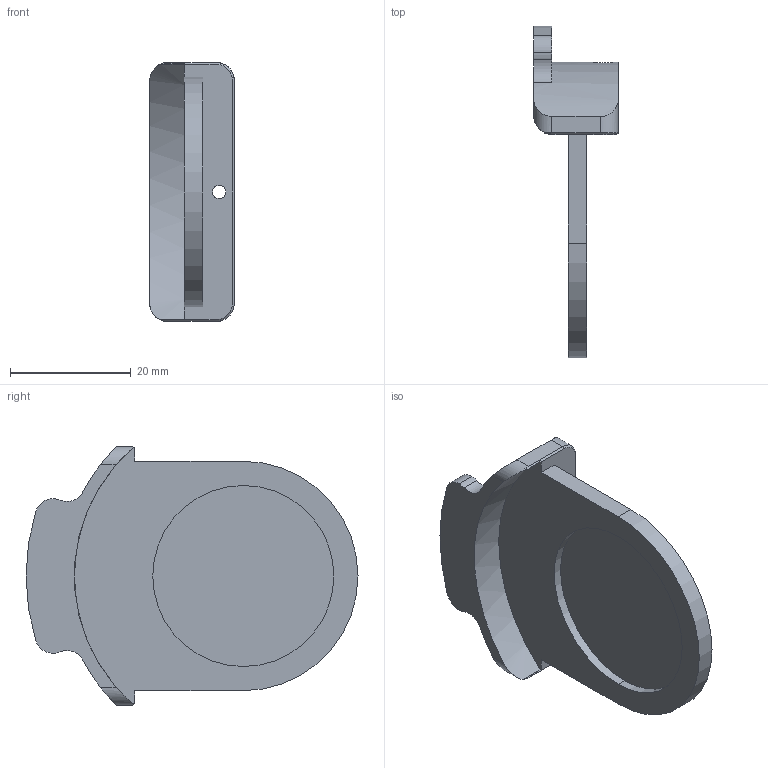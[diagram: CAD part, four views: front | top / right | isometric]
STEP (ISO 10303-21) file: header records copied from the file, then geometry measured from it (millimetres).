
FILE_DESCRIPTION (( 'STEP AP203' ), '1' );
FILE_NAME ('S5SET1150_04.STEP', '2022-03-02T10:15:17', ( '' ), ( '' ), 'SwSTEP 2.0', 'SolidWorks 2021', '' );
FILE_SCHEMA (( 'CONFIG_CONTROL_DESIGN' ));
Length unit declared in the file: millimetre
Products named in the file (3): S0LPG1363; 516702; S5SET1150_04
Assembly tree (2 placements, depth 2):
  S5SET1150_04
    516702
    S0LPG1363
Bounding box: 14 x 55 x 42.9 mm (x, y, z)
Volume: 6033.1 mm3; surface area: 6130.6 mm2
Topology: 2 solids, 2 shells, 63 faces, 155 edges, 98 vertices
Faces by surface type: cylinder 30, plane 22, cone 11
Entity records: 2311 total; most frequent: CARTESIAN_POINT 481, DIRECTION 342, ORIENTED_EDGE 310, EDGE_CURVE 155, AXIS2_PLACEMENT_3D 133, VERTEX_POINT 98, VECTOR 76, LINE 76
